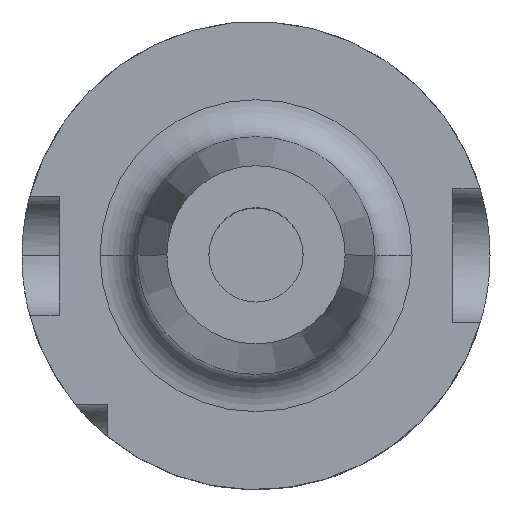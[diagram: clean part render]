
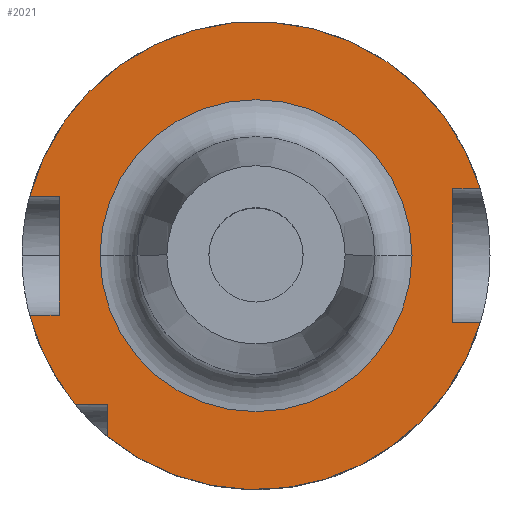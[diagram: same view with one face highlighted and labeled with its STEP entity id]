
A CAD part, top view. The second image highlights one B-rep face of the part: STEP entity #2021.
In plain terms, the highlighted planar face has unit normal (0, 0, 1).
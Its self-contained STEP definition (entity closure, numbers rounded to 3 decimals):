
#15 = DIRECTION ( 'NONE',  ( -1., 0., 0. ) ) ;
#27 = DIRECTION ( 'NONE',  ( -1., 0., 0. ) ) ;
#41 = ORIENTED_EDGE ( 'NONE', *, *, #1025, .F. ) ;
#50 = EDGE_CURVE ( 'NONE', #700, #3483, #945, .T. ) ;
#70 = DIRECTION ( 'NONE',  ( 0., 0., -1. ) ) ;
#113 = EDGE_CURVE ( 'NONE', #3149, #700, #1523, .T. ) ;
#143 = EDGE_CURVE ( 'NONE', #3483, #2151, #2092, .T. ) ;
#151 = CARTESIAN_POINT ( 'NONE',  ( 0., 0., 26. ) ) ;
#192 = DIRECTION ( 'NONE',  ( -1., 0., 0. ) ) ;
#255 = CARTESIAN_POINT ( 'NONE',  ( -26.5, 8., 26. ) ) ;
#260 = DIRECTION ( 'NONE',  ( 0., 0., -1. ) ) ;
#281 = DIRECTION ( 'NONE',  ( 0., 0., 1. ) ) ;
#297 = CARTESIAN_POINT ( 'NONE',  ( 26.5, 9., 26. ) ) ;
#317 = LINE ( 'NONE', #2285, #1743 ) ;
#418 = LINE ( 'NONE', #3214, #2511 ) ;
#424 = DIRECTION ( 'NONE',  ( 0., 0., -1. ) ) ;
#445 = DIRECTION ( 'NONE',  ( -1., 0., 0. ) ) ;
#479 = CARTESIAN_POINT ( 'NONE',  ( -20., -20., 26. ) ) ;
#539 = DIRECTION ( 'NONE',  ( 0., 1., 0. ) ) ;
#555 = DIRECTION ( 'NONE',  ( 1., 0., 0. ) ) ;
#592 = VERTEX_POINT ( 'NONE', #2434 ) ;
#604 = CARTESIAN_POINT ( 'NONE',  ( 30.187, -9., 26. ) ) ;
#616 = CARTESIAN_POINT ( 'NONE',  ( -21., 0., 26. ) ) ;
#623 = DIRECTION ( 'NONE',  ( -1., 0., 0. ) ) ;
#672 = VECTOR ( 'NONE', #3428, 1000. ) ;
#673 = DIRECTION ( 'NONE',  ( 0., 1., 0. ) ) ;
#700 = VERTEX_POINT ( 'NONE', #3578 ) ;
#842 = PLANE ( 'NONE',  #2678 ) ;
#851 = CARTESIAN_POINT ( 'NONE',  ( 0., -20., 26. ) ) ;
#931 = ORIENTED_EDGE ( 'NONE', *, *, #2462, .T. ) ;
#941 = AXIS2_PLACEMENT_3D ( 'NONE', #151, #2139, #445 ) ;
#945 = CIRCLE ( 'NONE', #3223, 31.5 ) ;
#985 = EDGE_CURVE ( 'NONE', #2151, #3609, #1426, .T. ) ;
#1006 = EDGE_CURVE ( 'NONE', #1036, #592, #317, .T. ) ;
#1025 = EDGE_CURVE ( 'NONE', #1277, #2992, #3235, .T. ) ;
#1029 = AXIS2_PLACEMENT_3D ( 'NONE', #1787, #70, #2066 ) ;
#1036 = VERTEX_POINT ( 'NONE', #604 ) ;
#1090 = DIRECTION ( 'NONE',  ( 0., 1., 0. ) ) ;
#1112 = LINE ( 'NONE', #2537, #1786 ) ;
#1268 = ORIENTED_EDGE ( 'NONE', *, *, #985, .F. ) ;
#1270 = CIRCLE ( 'NONE', #1425, 21. ) ;
#1277 = VERTEX_POINT ( 'NONE', #2111 ) ;
#1425 = AXIS2_PLACEMENT_3D ( 'NONE', #1964, #260, #2252 ) ;
#1426 = LINE ( 'NONE', #3079, #1823 ) ;
#1487 = VERTEX_POINT ( 'NONE', #2786 ) ;
#1523 = LINE ( 'NONE', #851, #2182 ) ;
#1528 = CARTESIAN_POINT ( 'NONE',  ( -30.467, -8., 26. ) ) ;
#1530 = EDGE_CURVE ( 'NONE', #3348, #2908, #1270, .T. ) ;
#1561 = ORIENTED_EDGE ( 'NONE', *, *, #1006, .T. ) ;
#1612 = ORIENTED_EDGE ( 'NONE', *, *, #113, .F. ) ;
#1647 = CIRCLE ( 'NONE', #941, 31.5 ) ;
#1701 = CARTESIAN_POINT ( 'NONE',  ( 0., 21., 26. ) ) ;
#1743 = VECTOR ( 'NONE', #15, 1000. ) ;
#1745 = DIRECTION ( 'NONE',  ( 0., 0., -1. ) ) ;
#1786 = VECTOR ( 'NONE', #555, 1000. ) ;
#1787 = CARTESIAN_POINT ( 'NONE',  ( 0., 0., 26. ) ) ;
#1820 = EDGE_CURVE ( 'NONE', #3609, #1277, #3492, .T. ) ;
#1823 = VECTOR ( 'NONE', #1090, 1000. ) ;
#1964 = CARTESIAN_POINT ( 'NONE',  ( 0., 0., 26. ) ) ;
#1994 = ORIENTED_EDGE ( 'NONE', *, *, #2241, .F. ) ;
#2021 = ADVANCED_FACE ( 'NONE', ( #2480, #3152 ), #842, .T. ) ;
#2066 = DIRECTION ( 'NONE',  ( -1., 0., 0. ) ) ;
#2077 = VECTOR ( 'NONE', #623, 1000. ) ;
#2092 = LINE ( 'NONE', #2308, #672 ) ;
#2111 = CARTESIAN_POINT ( 'NONE',  ( -30.467, 8., 26. ) ) ;
#2122 = DIRECTION ( 'NONE',  ( -1., 0., 0. ) ) ;
#2139 = DIRECTION ( 'NONE',  ( 0., 0., -1. ) ) ;
#2145 = ORIENTED_EDGE ( 'NONE', *, *, #3382, .T. ) ;
#2151 = VERTEX_POINT ( 'NONE', #2366 ) ;
#2182 = VECTOR ( 'NONE', #192, 1000. ) ;
#2197 = EDGE_LOOP ( 'NONE', ( #2145, #2420 ) ) ;
#2241 = EDGE_CURVE ( 'NONE', #1036, #1487, #1647, .T. ) ;
#2246 = CARTESIAN_POINT ( 'NONE',  ( -20., 21., 26. ) ) ;
#2252 = DIRECTION ( 'NONE',  ( -1., 0., 0. ) ) ;
#2272 = DIRECTION ( 'NONE',  ( 1., 0., 0. ) ) ;
#2285 = CARTESIAN_POINT ( 'NONE',  ( 0., -9., 26. ) ) ;
#2308 = CARTESIAN_POINT ( 'NONE',  ( 0., -8., 26. ) ) ;
#2366 = CARTESIAN_POINT ( 'NONE',  ( -26.5, -8., 26. ) ) ;
#2390 = ORIENTED_EDGE ( 'NONE', *, *, #1820, .F. ) ;
#2411 = CARTESIAN_POINT ( 'NONE',  ( 30.187, 9., 26. ) ) ;
#2418 = EDGE_CURVE ( 'NONE', #1487, #3149, #2625, .T. ) ;
#2419 = CARTESIAN_POINT ( 'NONE',  ( 0., 0., 26. ) ) ;
#2420 = ORIENTED_EDGE ( 'NONE', *, *, #1530, .T. ) ;
#2434 = CARTESIAN_POINT ( 'NONE',  ( 26.5, -9., 26. ) ) ;
#2462 = EDGE_CURVE ( 'NONE', #2520, #2992, #1112, .T. ) ;
#2480 = FACE_OUTER_BOUND ( 'NONE', #2576, .T. ) ;
#2509 = ORIENTED_EDGE ( 'NONE', *, *, #2418, .F. ) ;
#2511 = VECTOR ( 'NONE', #673, 1000. ) ;
#2520 = VERTEX_POINT ( 'NONE', #297 ) ;
#2537 = CARTESIAN_POINT ( 'NONE',  ( 0., 9., 26. ) ) ;
#2576 = EDGE_LOOP ( 'NONE', ( #1612, #2509, #1994, #1561, #3447, #931, #41, #2390, #1268, #2724, #3475 ) ) ;
#2611 = CARTESIAN_POINT ( 'NONE',  ( 0., 8., 26. ) ) ;
#2625 = LINE ( 'NONE', #2246, #3366 ) ;
#2678 = AXIS2_PLACEMENT_3D ( 'NONE', #1701, #281, #2272 ) ;
#2724 = ORIENTED_EDGE ( 'NONE', *, *, #143, .F. ) ;
#2786 = CARTESIAN_POINT ( 'NONE',  ( -20., -24.336, 26. ) ) ;
#2879 = CARTESIAN_POINT ( 'NONE',  ( 21., 0., 26. ) ) ;
#2908 = VERTEX_POINT ( 'NONE', #616 ) ;
#2992 = VERTEX_POINT ( 'NONE', #2411 ) ;
#3079 = CARTESIAN_POINT ( 'NONE',  ( -26.5, 21., 26. ) ) ;
#3149 = VERTEX_POINT ( 'NONE', #479 ) ;
#3152 = FACE_BOUND ( 'NONE', #2197, .T. ) ;
#3214 = CARTESIAN_POINT ( 'NONE',  ( 26.5, 21., 26. ) ) ;
#3223 = AXIS2_PLACEMENT_3D ( 'NONE', #2419, #424, #2122 ) ;
#3235 = CIRCLE ( 'NONE', #3262, 31.5 ) ;
#3262 = AXIS2_PLACEMENT_3D ( 'NONE', #3431, #1745, #27 ) ;
#3348 = VERTEX_POINT ( 'NONE', #2879 ) ;
#3366 = VECTOR ( 'NONE', #539, 1000. ) ;
#3382 = EDGE_CURVE ( 'NONE', #2908, #3348, #3440, .T. ) ;
#3428 = DIRECTION ( 'NONE',  ( 1., 0., 0. ) ) ;
#3431 = CARTESIAN_POINT ( 'NONE',  ( 0., 0., 26. ) ) ;
#3440 = CIRCLE ( 'NONE', #1029, 21. ) ;
#3447 = ORIENTED_EDGE ( 'NONE', *, *, #3476, .T. ) ;
#3475 = ORIENTED_EDGE ( 'NONE', *, *, #50, .F. ) ;
#3476 = EDGE_CURVE ( 'NONE', #592, #2520, #418, .T. ) ;
#3483 = VERTEX_POINT ( 'NONE', #1528 ) ;
#3492 = LINE ( 'NONE', #2611, #2077 ) ;
#3578 = CARTESIAN_POINT ( 'NONE',  ( -24.336, -20., 26. ) ) ;
#3609 = VERTEX_POINT ( 'NONE', #255 ) ;
